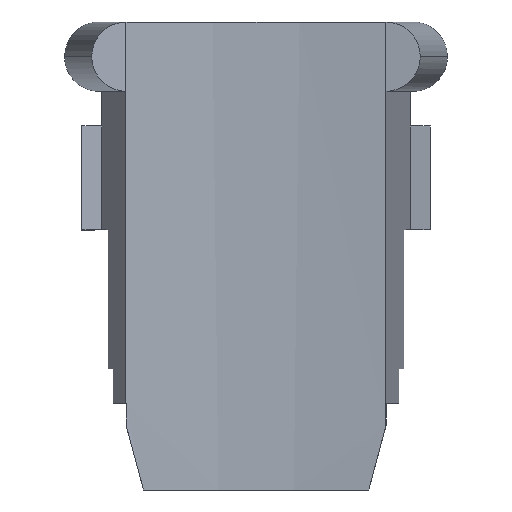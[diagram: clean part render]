
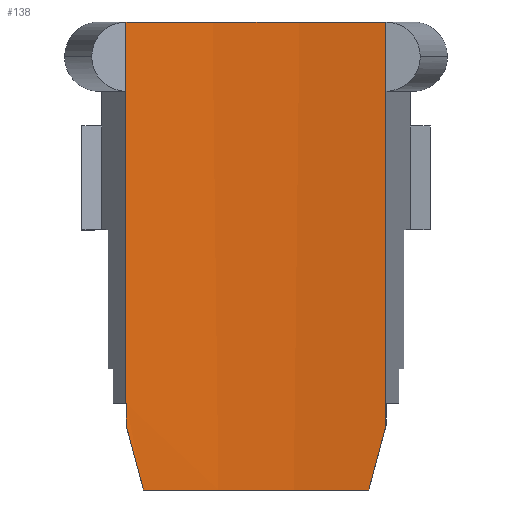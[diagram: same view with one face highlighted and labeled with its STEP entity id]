
A CAD part, left-side view. The second image highlights one B-rep face of the part: STEP entity #138.
In plain terms, the highlighted cylindrical face has radius 24 mm (diameter 48 mm), a partial arc.
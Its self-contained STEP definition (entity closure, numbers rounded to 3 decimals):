
#52=AXIS2_PLACEMENT_3D('Cylinder Axis2P3D',#49,#50,#51) ;
#80=AXIS2_PLACEMENT_3D('Circle Axis2P3D',#78,#79,$) ;
#101=AXIS2_PLACEMENT_3D('Circle Axis2P3D',#99,#100,$) ;
#123=AXIS2_PLACEMENT_3D('Circle Axis2P3D',#121,#122,$) ;
#49=CARTESIAN_POINT('Axis2P3D Location',(-23.548,5.52,6.75)) ;
#55=CARTESIAN_POINT('Control Point',(0.157,1.77,1.854)) ;
#56=CARTESIAN_POINT('Control Point',(0.183,1.936,1.236)) ;
#57=CARTESIAN_POINT('Control Point',(0.208,2.101,0.618)) ;
#58=CARTESIAN_POINT('Control Point',(0.231,2.267,0.)) ;
#59=CARTESIAN_POINT('Vertex',(0.157,1.77,1.854)) ;
#61=CARTESIAN_POINT('Vertex',(0.231,2.267,0.)) ;
#64=CARTESIAN_POINT('Line Origine',(0.157,1.77,6.75)) ;
#68=CARTESIAN_POINT('Vertex',(0.157,1.77,11.5)) ;
#71=CARTESIAN_POINT('Line Origine',(0.157,1.77,6.75)) ;
#75=CARTESIAN_POINT('Vertex',(0.157,1.77,13.5)) ;
#78=CARTESIAN_POINT('Axis2P3D Location',(-23.548,5.52,13.5)) ;
#82=CARTESIAN_POINT('Vertex',(0.157,9.27,13.5)) ;
#85=CARTESIAN_POINT('Line Origine',(0.157,9.27,6.75)) ;
#89=CARTESIAN_POINT('Vertex',(0.157,9.27,11.5)) ;
#92=CARTESIAN_POINT('Line Origine',(0.157,9.27,6.75)) ;
#96=CARTESIAN_POINT('Vertex',(0.157,9.27,2.5)) ;
#99=CARTESIAN_POINT('Axis2P3D Location',(-23.548,5.52,2.5)) ;
#103=CARTESIAN_POINT('Vertex',(0.158,9.267,2.5)) ;
#106=CARTESIAN_POINT('Line Origine',(0.158,9.267,6.75)) ;
#110=CARTESIAN_POINT('Vertex',(0.158,9.267,1.866)) ;
#114=CARTESIAN_POINT('Control Point',(0.158,9.267,1.866)) ;
#115=CARTESIAN_POINT('Control Point',(0.184,9.1,1.244)) ;
#116=CARTESIAN_POINT('Control Point',(0.209,8.934,0.622)) ;
#117=CARTESIAN_POINT('Control Point',(0.231,8.767,0.)) ;
#118=CARTESIAN_POINT('Vertex',(0.231,8.767,0.)) ;
#121=CARTESIAN_POINT('Axis2P3D Location',(-23.548,5.52,0.)) ;
#50=DIRECTION('Axis2P3D Direction',(0.,0.,1.)) ;
#51=DIRECTION('Axis2P3D XDirection',(0.988,-0.156,0.)) ;
#65=DIRECTION('Vector Direction',(0.,0.,1.)) ;
#72=DIRECTION('Vector Direction',(0.,0.,1.)) ;
#79=DIRECTION('Axis2P3D Direction',(0.,0.,1.)) ;
#86=DIRECTION('Vector Direction',(0.,0.,1.)) ;
#93=DIRECTION('Vector Direction',(0.,0.,1.)) ;
#100=DIRECTION('Axis2P3D Direction',(0.,0.,1.)) ;
#107=DIRECTION('Vector Direction',(0.,0.,1.)) ;
#122=DIRECTION('Axis2P3D Direction',(0.,0.,1.)) ;
#66=VECTOR('Line Direction',#65,1.) ;
#73=VECTOR('Line Direction',#72,1.) ;
#87=VECTOR('Line Direction',#86,1.) ;
#94=VECTOR('Line Direction',#93,1.) ;
#108=VECTOR('Line Direction',#107,1.) ;
#127=ORIENTED_EDGE('',*,*,#63,.F.) ;
#128=ORIENTED_EDGE('',*,*,#70,.T.) ;
#129=ORIENTED_EDGE('',*,*,#77,.T.) ;
#130=ORIENTED_EDGE('',*,*,#84,.F.) ;
#131=ORIENTED_EDGE('',*,*,#91,.F.) ;
#132=ORIENTED_EDGE('',*,*,#98,.F.) ;
#133=ORIENTED_EDGE('',*,*,#105,.F.) ;
#134=ORIENTED_EDGE('',*,*,#112,.F.) ;
#135=ORIENTED_EDGE('',*,*,#120,.T.) ;
#136=ORIENTED_EDGE('',*,*,#125,.T.) ;
#138=ADVANCED_FACE('V1',(#137),#53,.F.) ;
#54=B_SPLINE_CURVE_WITH_KNOTS('',3,(#55,#56,#57,#58),.UNSPECIFIED.,.F.,.U.,(4,4),(0.,2.717),.UNSPECIFIED.) ;
#113=B_SPLINE_CURVE_WITH_KNOTS('',3,(#114,#115,#116,#117),.UNSPECIFIED.,.F.,.U.,(4,4),(0.,2.734),.UNSPECIFIED.) ;
#81=CIRCLE('generated circle',#80,24.) ;
#102=CIRCLE('generated circle',#101,24.) ;
#124=CIRCLE('generated circle',#123,24.) ;
#53=CYLINDRICAL_SURFACE('generated cylinder',#52,24.) ;
#63=EDGE_CURVE('',#60,#62,#54,.T.) ;
#70=EDGE_CURVE('',#60,#69,#67,.T.) ;
#77=EDGE_CURVE('',#69,#76,#74,.T.) ;
#84=EDGE_CURVE('',#83,#76,#81,.F.) ;
#91=EDGE_CURVE('',#90,#83,#88,.T.) ;
#98=EDGE_CURVE('',#97,#90,#95,.T.) ;
#105=EDGE_CURVE('',#104,#97,#102,.T.) ;
#112=EDGE_CURVE('',#111,#104,#109,.T.) ;
#120=EDGE_CURVE('',#111,#119,#113,.T.) ;
#125=EDGE_CURVE('',#119,#62,#124,.F.) ;
#126=EDGE_LOOP('',(#127,#128,#129,#130,#131,#132,#133,#134,#135,#136)) ;
#137=FACE_OUTER_BOUND('',#126,.T.) ;
#67=LINE('Line',#64,#66) ;
#74=LINE('Line',#71,#73) ;
#88=LINE('Line',#85,#87) ;
#95=LINE('Line',#92,#94) ;
#109=LINE('Line',#106,#108) ;
#60=VERTEX_POINT('',#59) ;
#62=VERTEX_POINT('',#61) ;
#69=VERTEX_POINT('',#68) ;
#76=VERTEX_POINT('',#75) ;
#83=VERTEX_POINT('',#82) ;
#90=VERTEX_POINT('',#89) ;
#97=VERTEX_POINT('',#96) ;
#104=VERTEX_POINT('',#103) ;
#111=VERTEX_POINT('',#110) ;
#119=VERTEX_POINT('',#118) ;
